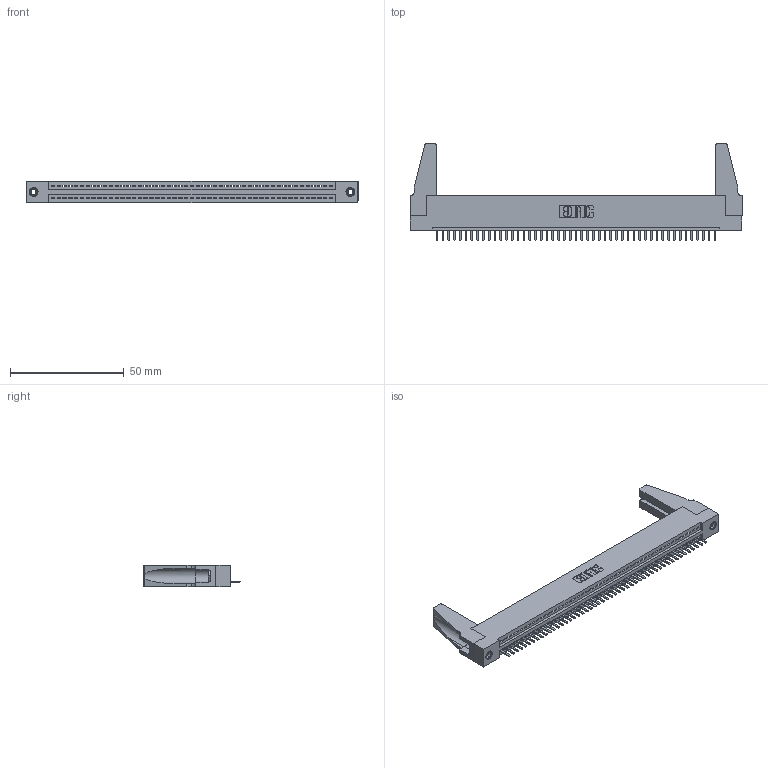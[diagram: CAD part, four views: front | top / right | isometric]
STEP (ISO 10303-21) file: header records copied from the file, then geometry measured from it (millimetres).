
FILE_DESCRIPTION (( 'STEP AP203' ), '1' );
FILE_NAME ('395-049-520-188.STEP', '2019-10-23T02:53:30', ( '' ), ( '' ), 'SwSTEP 2.0', 'SolidWorks 2016', '' );
FILE_SCHEMA (( 'CONFIG_CONTROL_DESIGN' ));
Length unit declared in the file: inch
Products named in the file (5): 395-049-520-188; 345 Part_Flush Mounting Lugs - 0.156 Dia-TH; 345-250-001_345-250-001-102; 345-292-001_345-293-120; 345-220-078_345-220-088
Assembly tree (54 placements, depth 2):
  395-049-520-188
    345 Part_Flush Mounting Lugs - 0.156 Dia-TH
    345-292-001_345-293-120  x49
    345-250-001_345-250-001-102  x2
    345-220-078_345-220-088  x2
Bounding box: 145.69 x 42.55 x 9.4 mm (x, y, z)
Volume: 17007.1 mm3; surface area: 21041.9 mm2
Topology: 54 solids, 54 shells, 3288 faces, 9671 edges, 6306 vertices
Faces by surface type: plane 2210, cylinder 1062, cone 12, torus 4
Entity records: 38198 total; most frequent: CARTESIAN_POINT 6617, ORIENTED_EDGE 6548, DIRECTION 5764, EDGE_CURVE 3274, VECTOR 2900, LINE 2900, VERTEX_POINT 2174, AXIS2_PLACEMENT_3D 1432
